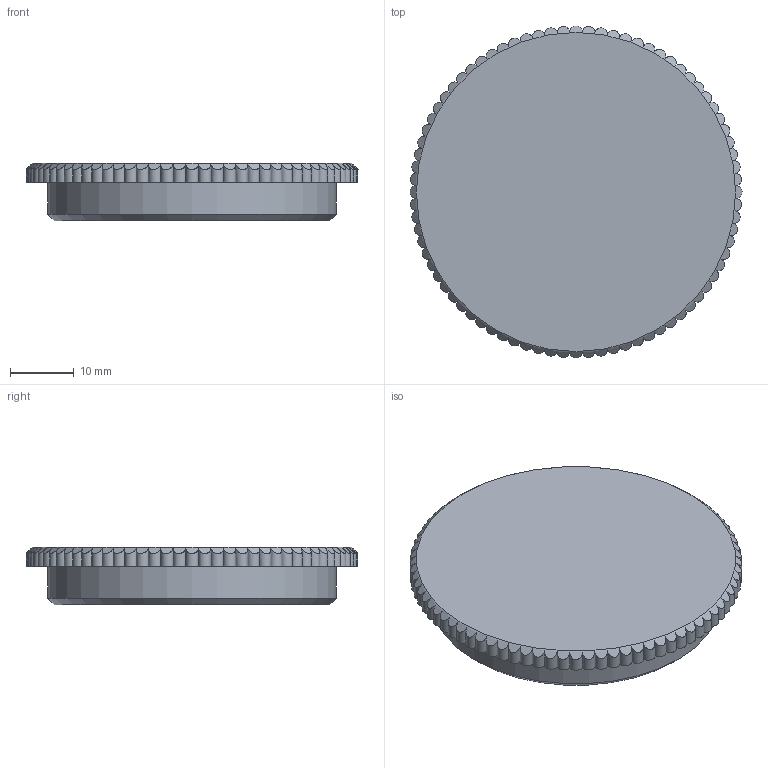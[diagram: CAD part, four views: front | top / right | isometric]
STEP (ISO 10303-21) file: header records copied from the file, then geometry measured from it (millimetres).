
FILE_DESCRIPTION(/* description */ (''),/* implementation_level */ '2;1');
FILE_NAME(/* name */ 'Reservoir Cap.stp',/* time_stamp */ '2024-05-10T16:58:45+02:00',/* author */ ('bjoer'),/* organization */ (''),/* preprocessor_version */ 'ST-DEVELOPER v19.2',/* originating_system */ 'Autodesk Inventor 2024',/* authorisation */ '');
FILE_SCHEMA (('AUTOMOTIVE_DESIGN { 1 0 10303 214 3 1 1 }'));
Length unit declared in the file: inch
Products named in the file (1): Reservoir Cap
Bounding box: 52 x 52 x 9 mm (x, y, z)
Volume: 7341.5 mm3; surface area: 6317.3 mm2
Topology: 1 solids, 1 shells, 88 faces, 330 edges, 246 vertices
Faces by surface type: cylinder 82, plane 4, cone 2
Full cylindrical faces by diameter (mm): 42.3 x1, 45.2 x1
Entity records: 5104 total; most frequent: CARTESIAN_POINT 2425, ORIENTED_EDGE 660, DIRECTION 434, EDGE_CURVE 330, VERTEX_POINT 246, AXIS2_PLACEMENT_3D 175, B_SPLINE_CURVE_WITH_KNOTS 160, EDGE_LOOP 90
